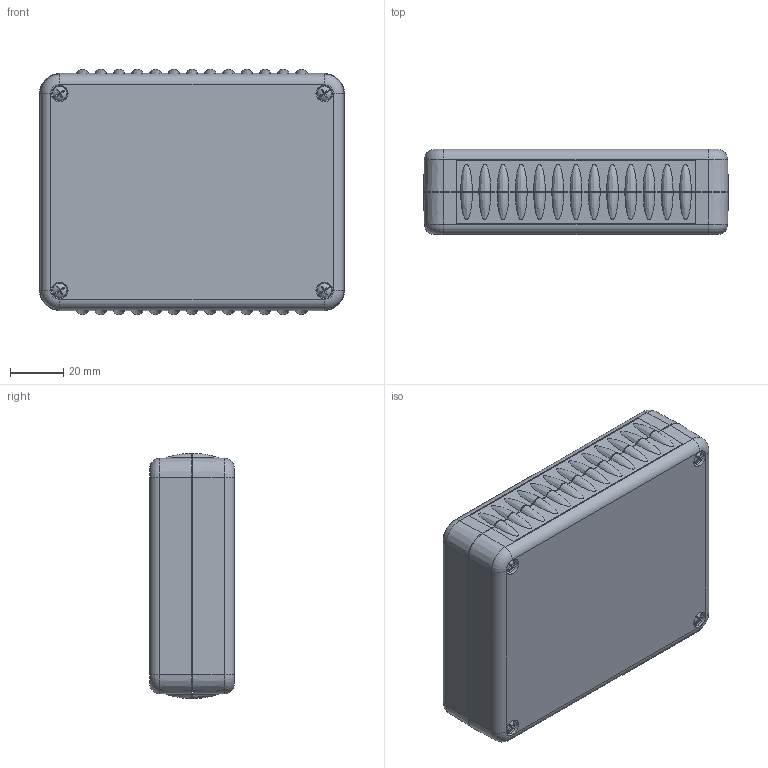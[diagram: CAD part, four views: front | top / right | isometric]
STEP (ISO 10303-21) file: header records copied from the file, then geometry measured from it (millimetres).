
FILE_DESCRIPTION (( 'STEP AP214' ), '1' );
FILE_NAME ('QS-50MBT ASS''Y.STEP', '2010-07-09T18:40:56', ( 'steve began' ), ( 'polycase' ), 'SwSTEP 2.0', 'SolidWorks 2010', '' );
FILE_SCHEMA (( 'AUTOMOTIVE_DESIGN' ));
Length unit declared in the file: inch
Products named in the file (4): QS-50BMB; SCREWS-HL1-BR; QS-50C_QS-50C-T; QS-50MBT ASS''Y
Assembly tree (6 placements, depth 2):
  QS-50MBT ASS''Y
    SCREWS-HL1-BR  x4
    QS-50BMB
    QS-50C_QS-50C-T
Bounding box: 114.6 x 31.93 x 92.14 mm (x, y, z)
Volume: 88777.4 mm3; surface area: 67391.8 mm2
Topology: 6 solids, 6 shells, 706 faces, 2064 edges, 1340 vertices
Faces by surface type: cylinder 380, plane 130, cone 104, bspline 68, torus 16, sphere 8
Entity records: 19817 total; most frequent: CARTESIAN_POINT 11299, ORIENTED_EDGE 1978, DIRECTION 1485, EDGE_CURVE 989, VERTEX_POINT 662, AXIS2_PLACEMENT_3D 547, LINE 391, VECTOR 391
